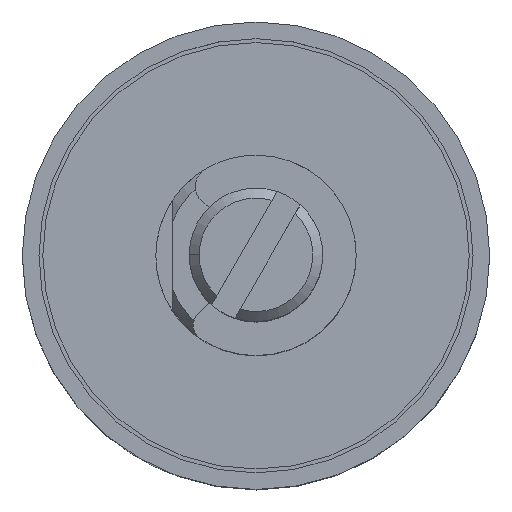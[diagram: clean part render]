
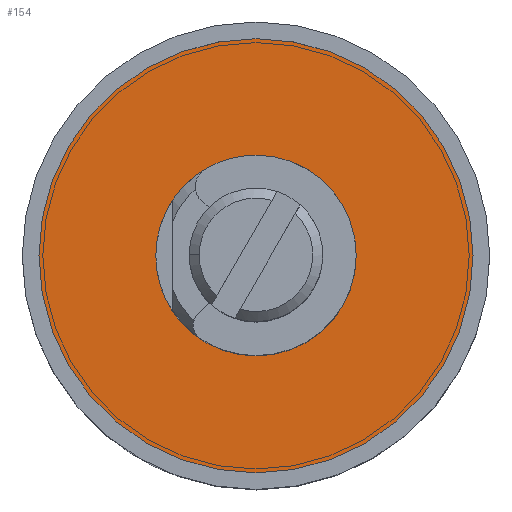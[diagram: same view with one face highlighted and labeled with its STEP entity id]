
A CAD part, top view. The second image highlights one B-rep face of the part: STEP entity #154.
In plain terms, the highlighted planar face has unit normal (0, 0, 1).
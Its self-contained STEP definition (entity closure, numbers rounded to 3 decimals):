
#154 = ADVANCED_FACE ( 'NONE', ( #9809, #3224 ), #9406, .T. ) ;
#537 = CARTESIAN_POINT ( 'NONE',  ( 0., 0., 0.5 ) ) ;
#573 = EDGE_CURVE ( 'NONE', #4322, #10042, #8342, .T. ) ;
#1064 = DIRECTION ( 'NONE',  ( 0., 0., -1. ) ) ;
#1926 = EDGE_LOOP ( 'NONE', ( #6670, #2220 ) ) ;
#2114 = CARTESIAN_POINT ( 'NONE',  ( 0., 0., 0.5 ) ) ;
#2220 = ORIENTED_EDGE ( 'NONE', *, *, #4191, .T. ) ;
#2397 = CARTESIAN_POINT ( 'NONE',  ( 3., 0., 0.5 ) ) ;
#2424 = CARTESIAN_POINT ( 'NONE',  ( -3., 0., 0.5 ) ) ;
#2689 = DIRECTION ( 'NONE',  ( -1., 0., 0. ) ) ;
#2986 = CARTESIAN_POINT ( 'NONE',  ( 6.5, 0., 0.5 ) ) ;
#3010 = CARTESIAN_POINT ( 'NONE',  ( 3., 0., 0.5 ) ) ;
#3183 = AXIS2_PLACEMENT_3D ( 'NONE', #8928, #1064, #2689 ) ;
#3224 = FACE_OUTER_BOUND ( 'NONE', #1926, .T. ) ;
#3348 = AXIS2_PLACEMENT_3D ( 'NONE', #2114, #5225, #6828 ) ;
#3492 = EDGE_LOOP ( 'NONE', ( #9681, #8825 ) ) ;
#3726 = DIRECTION ( 'NONE',  ( 1., 0., 0. ) ) ;
#3786 = DIRECTION ( 'NONE',  ( 1., 0., 0. ) ) ;
#4191 = EDGE_CURVE ( 'NONE', #8528, #6595, #9019, .T. ) ;
#4322 = VERTEX_POINT ( 'NONE', #2424 ) ;
#5225 = DIRECTION ( 'NONE',  ( 0., 0., 1. ) ) ;
#5624 = AXIS2_PLACEMENT_3D ( 'NONE', #3010, #10188, #3786 ) ;
#5647 = CIRCLE ( 'NONE', #3183, 3. ) ;
#6065 = CARTESIAN_POINT ( 'NONE',  ( 0., 0., 0.5 ) ) ;
#6074 = DIRECTION ( 'NONE',  ( 0., 0., 1. ) ) ;
#6189 = EDGE_CURVE ( 'NONE', #6595, #8528, #9987, .T. ) ;
#6404 = EDGE_CURVE ( 'NONE', #10042, #4322, #5647, .T. ) ;
#6595 = VERTEX_POINT ( 'NONE', #2986 ) ;
#6670 = ORIENTED_EDGE ( 'NONE', *, *, #6189, .T. ) ;
#6828 = DIRECTION ( 'NONE',  ( 1., 0., 0. ) ) ;
#7824 = AXIS2_PLACEMENT_3D ( 'NONE', #6065, #8469, #9189 ) ;
#8342 = CIRCLE ( 'NONE', #7824, 3. ) ;
#8469 = DIRECTION ( 'NONE',  ( 0., 0., -1. ) ) ;
#8528 = VERTEX_POINT ( 'NONE', #8678 ) ;
#8678 = CARTESIAN_POINT ( 'NONE',  ( -6.5, 0., 0.5 ) ) ;
#8825 = ORIENTED_EDGE ( 'NONE', *, *, #6404, .T. ) ;
#8928 = CARTESIAN_POINT ( 'NONE',  ( 0., 0., 0.5 ) ) ;
#9019 = CIRCLE ( 'NONE', #3348, 6.5 ) ;
#9189 = DIRECTION ( 'NONE',  ( -1., 0., 0. ) ) ;
#9406 = PLANE ( 'NONE',  #5624 ) ;
#9681 = ORIENTED_EDGE ( 'NONE', *, *, #573, .T. ) ;
#9809 = FACE_BOUND ( 'NONE', #3492, .T. ) ;
#9987 = CIRCLE ( 'NONE', #10021, 6.5 ) ;
#10021 = AXIS2_PLACEMENT_3D ( 'NONE', #537, #6074, #3726 ) ;
#10042 = VERTEX_POINT ( 'NONE', #2397 ) ;
#10188 = DIRECTION ( 'NONE',  ( 0., 0., 1. ) ) ;
